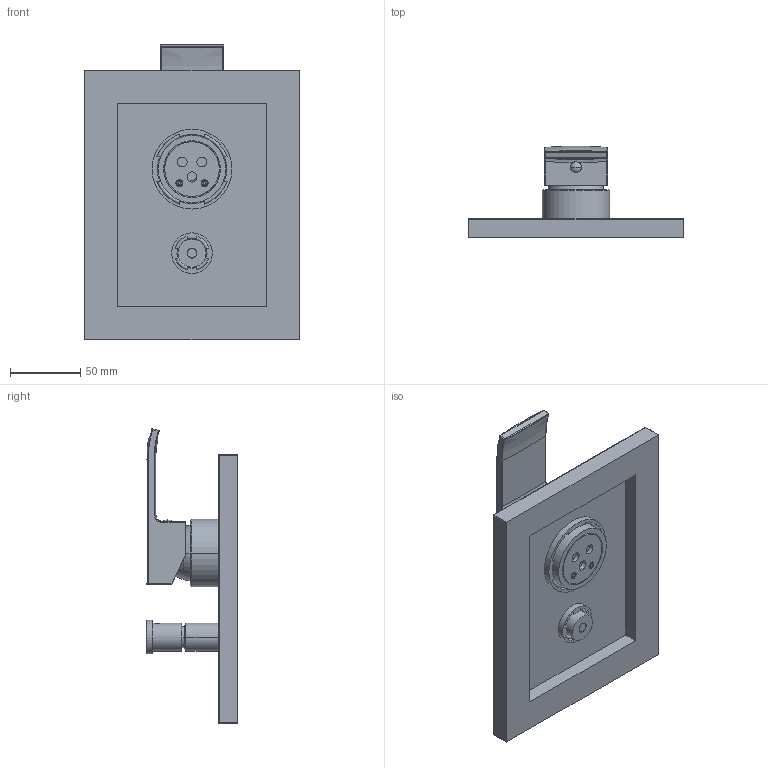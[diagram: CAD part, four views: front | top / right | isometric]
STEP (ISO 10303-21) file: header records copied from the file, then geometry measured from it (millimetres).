
FILE_DESCRIPTION((''),'2;1');
FILE_NAME('LESBOX015CR','2021-05-04T09:58:23',('ut3'),('PAFFONI SpA'),'CREO PARAMETRIC BY PTC INC, 2020044','CREO PARAMETRIC BY PTC INC, 2020044','');
FILE_SCHEMA(('CONFIG_CONTROL_DESIGN','SHAPE_APPEARANCE_LAYERS_GROUPS'));
Length unit declared in the file: millimetre
Products named in the file (1): LESBOX015CR
Bounding box: 154 x 65.21 x 210.78 mm (x, y, z)
Volume: 338901.3 mm3; surface area: 131229.7 mm2
Topology: 5 solids, 5 shells, 1104 faces, 2943 edges, 1863 vertices
Faces by surface type: plane 649, cylinder 287, torus 77, cone 54, sphere 22, bspline 15
Entity records: 45356 total; most frequent: CARTESIAN_POINT 10176, ORIENTED_EDGE 5866, DIRECTION 5562, EDGE_CURVE 2933, AXIS2_PLACEMENT_3D 1936, VERTEX_POINT 1863, VECTOR 1690, LINE 1690
